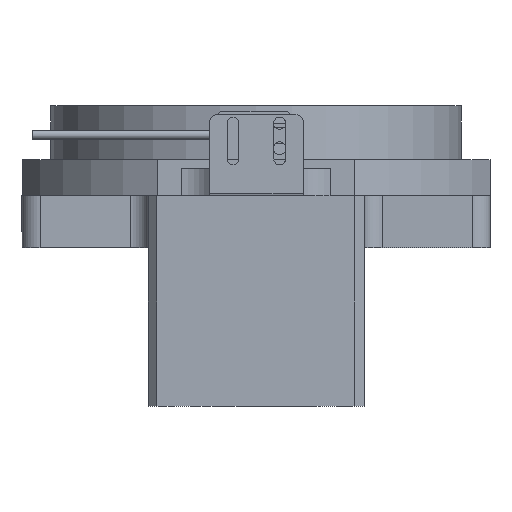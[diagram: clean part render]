
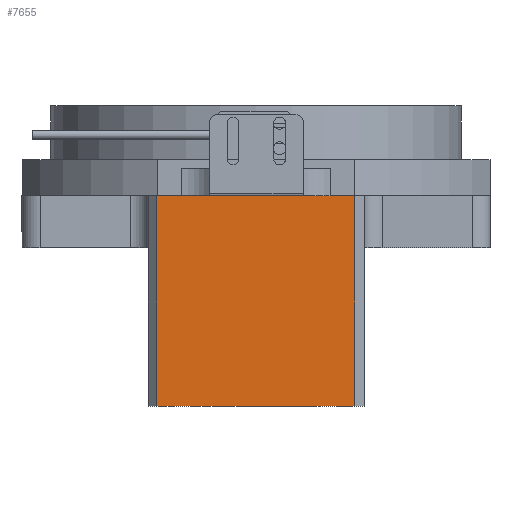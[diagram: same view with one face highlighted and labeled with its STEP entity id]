
A CAD part, front view. The second image highlights one B-rep face of the part: STEP entity #7655.
In plain terms, the highlighted planar face has unit normal (0, -1, 0).
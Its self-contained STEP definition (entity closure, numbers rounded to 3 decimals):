
#406 = EDGE_LOOP ( 'NONE', ( #5517, #6127, #2565, #3304 ) ) ;
#451 = AXIS2_PLACEMENT_3D ( 'NONE', #3277, #6470, #1994 ) ;
#539 = LINE ( 'NONE', #4503, #4926 ) ;
#674 = FACE_OUTER_BOUND ( 'NONE', #406, .T. ) ;
#1207 = VECTOR ( 'NONE', #1646, 1000. ) ;
#1222 = LINE ( 'NONE', #3069, #7320 ) ;
#1227 = CARTESIAN_POINT ( 'NONE',  ( -27.5, -93.8, 14.5 ) ) ;
#1538 = VERTEX_POINT ( 'NONE', #1227 ) ;
#1646 = DIRECTION ( 'NONE',  ( 0., 0., -1. ) ) ;
#1893 = CARTESIAN_POINT ( 'NONE',  ( 27.5, -93.8, -44. ) ) ;
#1930 = DIRECTION ( 'NONE',  ( -1., 0., 0. ) ) ;
#1994 = DIRECTION ( 'NONE',  ( 1., 0., 0. ) ) ;
#2076 = EDGE_CURVE ( 'NONE', #1538, #4062, #1222, .T. ) ;
#2565 = ORIENTED_EDGE ( 'NONE', *, *, #2076, .F. ) ;
#3069 = CARTESIAN_POINT ( 'NONE',  ( -27.5, -93.8, 14.5 ) ) ;
#3189 = DIRECTION ( 'NONE',  ( 0., 0., -1. ) ) ;
#3277 = CARTESIAN_POINT ( 'NONE',  ( -27.5, -93.8, 39.5 ) ) ;
#3304 = ORIENTED_EDGE ( 'NONE', *, *, #5140, .T. ) ;
#3562 = LINE ( 'NONE', #5516, #1207 ) ;
#3586 = CARTESIAN_POINT ( 'NONE',  ( -27.5, -93.8, -44. ) ) ;
#3705 = DIRECTION ( 'NONE',  ( 1., 0., 0. ) ) ;
#4062 = VERTEX_POINT ( 'NONE', #7928 ) ;
#4228 = VERTEX_POINT ( 'NONE', #3586 ) ;
#4503 = CARTESIAN_POINT ( 'NONE',  ( 27.5, -93.8, 39.5 ) ) ;
#4926 = VECTOR ( 'NONE', #3189, 1000. ) ;
#5140 = EDGE_CURVE ( 'NONE', #1538, #4228, #3562, .T. ) ;
#5265 = EDGE_CURVE ( 'NONE', #8392, #4228, #8307, .T. ) ;
#5516 = CARTESIAN_POINT ( 'NONE',  ( -27.5, -93.8, 39.5 ) ) ;
#5517 = ORIENTED_EDGE ( 'NONE', *, *, #5265, .F. ) ;
#5785 = PLANE ( 'NONE',  #451 ) ;
#5850 = CARTESIAN_POINT ( 'NONE',  ( 27.5, -93.8, -44. ) ) ;
#6127 = ORIENTED_EDGE ( 'NONE', *, *, #6411, .F. ) ;
#6411 = EDGE_CURVE ( 'NONE', #4062, #8392, #539, .T. ) ;
#6470 = DIRECTION ( 'NONE',  ( 0., 1., 0. ) ) ;
#7320 = VECTOR ( 'NONE', #3705, 1000. ) ;
#7655 = ADVANCED_FACE ( 'NONE', ( #674 ), #5785, .F. ) ;
#7746 = VECTOR ( 'NONE', #1930, 1000. ) ;
#7928 = CARTESIAN_POINT ( 'NONE',  ( 27.5, -93.8, 14.5 ) ) ;
#8307 = LINE ( 'NONE', #5850, #7746 ) ;
#8392 = VERTEX_POINT ( 'NONE', #1893 ) ;
